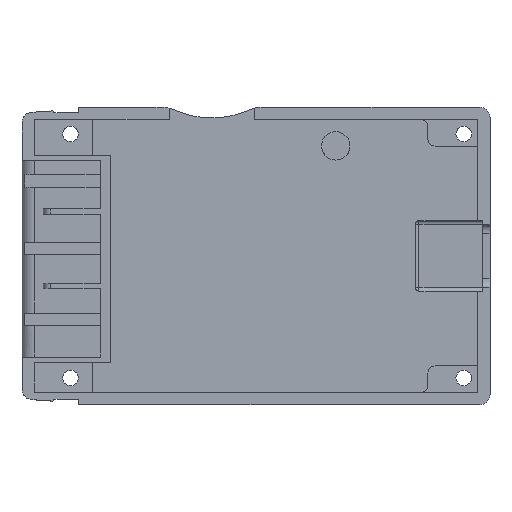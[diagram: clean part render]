
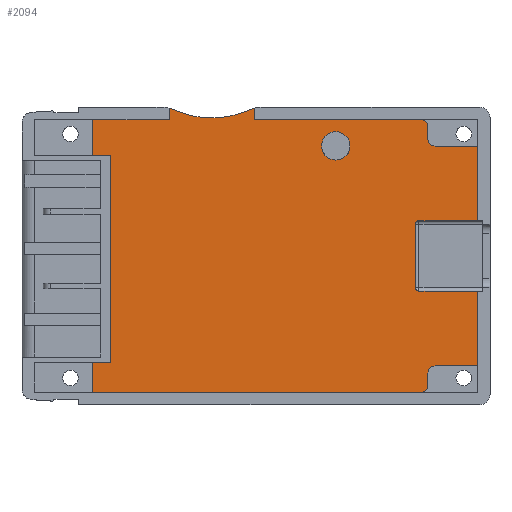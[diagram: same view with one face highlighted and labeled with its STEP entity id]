
A CAD part, top view. The second image highlights one B-rep face of the part: STEP entity #2094.
In plain terms, the highlighted planar face has unit normal (0, 0, 1).
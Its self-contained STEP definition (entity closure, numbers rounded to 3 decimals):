
#127=PLANE('',#2221);
#189=VECTOR('',#2399,1.);
#195=VECTOR('',#2412,1.);
#202=VECTOR('',#2431,1.);
#205=VECTOR('',#2439,1.);
#206=VECTOR('',#2440,1.);
#207=VECTOR('',#2447,1.);
#208=VECTOR('',#2448,1.);
#209=VECTOR('',#2449,1.);
#210=VECTOR('',#2450,1.);
#211=VECTOR('',#2451,1.);
#212=VECTOR('',#2452,1.);
#213=VECTOR('',#2453,1.);
#214=VECTOR('',#2454,1.);
#215=VECTOR('',#2455,1.);
#216=VECTOR('',#2456,1.);
#217=VECTOR('',#2457,1.);
#218=VECTOR('',#2460,1.);
#219=VECTOR('',#2463,1.);
#220=VECTOR('',#2464,1.);
#390=LINE('',#2904,#189);
#396=LINE('',#2920,#195);
#403=LINE('',#2943,#202);
#406=LINE('',#2951,#205);
#407=LINE('',#2953,#206);
#408=LINE('',#2961,#207);
#409=LINE('',#2963,#208);
#410=LINE('',#2965,#209);
#411=LINE('',#2967,#210);
#412=LINE('',#2969,#211);
#413=LINE('',#2971,#212);
#414=LINE('',#2973,#213);
#415=LINE('',#2975,#214);
#416=LINE('',#2976,#215);
#417=LINE('',#2978,#216);
#418=LINE('',#2980,#217);
#419=LINE('',#2984,#218);
#420=LINE('',#2988,#219);
#421=LINE('',#2990,#220);
#591=VERTEX_POINT('',#2899);
#592=VERTEX_POINT('',#2901);
#593=VERTEX_POINT('',#2905);
#595=VERTEX_POINT('',#2911);
#596=VERTEX_POINT('',#2912);
#601=VERTEX_POINT('',#2926);
#602=VERTEX_POINT('',#2928);
#608=VERTEX_POINT('',#2944);
#609=VERTEX_POINT('',#2948);
#610=VERTEX_POINT('',#2952);
#611=VERTEX_POINT('',#2954);
#612=VERTEX_POINT('',#2956);
#613=VERTEX_POINT('',#2958);
#614=VERTEX_POINT('',#2960);
#615=VERTEX_POINT('',#2962);
#616=VERTEX_POINT('',#2964);
#617=VERTEX_POINT('',#2966);
#618=VERTEX_POINT('',#2968);
#619=VERTEX_POINT('',#2970);
#620=VERTEX_POINT('',#2972);
#621=VERTEX_POINT('',#2974);
#622=VERTEX_POINT('',#2977);
#623=VERTEX_POINT('',#2979);
#624=VERTEX_POINT('',#2981);
#625=VERTEX_POINT('',#2983);
#626=VERTEX_POINT('',#2985);
#627=VERTEX_POINT('',#2987);
#628=VERTEX_POINT('',#2989);
#629=VERTEX_POINT('',#2992);
#798=CIRCLE('',#2206,1.);
#799=CIRCLE('',#2209,1.);
#802=CIRCLE('',#2214,1.);
#805=CIRCLE('',#2220,1.);
#806=CIRCLE('',#2222,5.);
#807=CIRCLE('',#2223,12.5);
#808=CIRCLE('',#2224,5.);
#809=CIRCLE('',#2225,0.5);
#810=CIRCLE('',#2226,0.5);
#811=CIRCLE('',#2227,2.);
#878=EDGE_CURVE('',#591,#592,#798,.F.);
#880=EDGE_CURVE('',#593,#592,#390,.T.);
#883=EDGE_CURVE('',#595,#596,#799,.T.);
#888=EDGE_CURVE('',#591,#595,#396,.T.);
#891=EDGE_CURVE('',#601,#602,#802,.F.);
#899=EDGE_CURVE('',#608,#602,#403,.T.);
#901=EDGE_CURVE('',#609,#608,#805,.T.);
#903=EDGE_CURVE('',#610,#596,#406,.T.);
#904=EDGE_CURVE('',#610,#611,#407,.T.);
#905=EDGE_CURVE('',#612,#611,#806,.T.);
#906=EDGE_CURVE('',#612,#613,#807,.T.);
#907=EDGE_CURVE('',#614,#613,#808,.T.);
#908=EDGE_CURVE('',#614,#615,#408,.T.);
#909=EDGE_CURVE('',#616,#615,#409,.T.);
#910=EDGE_CURVE('',#617,#616,#410,.T.);
#911=EDGE_CURVE('',#618,#617,#411,.T.);
#912=EDGE_CURVE('',#619,#618,#412,.T.);
#913=EDGE_CURVE('',#620,#619,#413,.T.);
#914=EDGE_CURVE('',#621,#620,#414,.T.);
#915=EDGE_CURVE('',#609,#621,#415,.T.);
#916=EDGE_CURVE('',#601,#622,#416,.T.);
#917=EDGE_CURVE('',#623,#622,#417,.T.);
#918=EDGE_CURVE('',#623,#624,#418,.T.);
#919=EDGE_CURVE('',#625,#624,#809,.T.);
#920=EDGE_CURVE('',#625,#626,#419,.T.);
#921=EDGE_CURVE('',#627,#626,#810,.T.);
#922=EDGE_CURVE('',#627,#628,#420,.T.);
#923=EDGE_CURVE('',#593,#628,#421,.T.);
#924=EDGE_CURVE('',#629,#629,#811,.T.);
#1221=ORIENTED_EDGE('',*,*,#883,.T.);
#1222=ORIENTED_EDGE('',*,*,#903,.F.);
#1223=ORIENTED_EDGE('',*,*,#904,.T.);
#1224=ORIENTED_EDGE('',*,*,#905,.F.);
#1225=ORIENTED_EDGE('',*,*,#906,.T.);
#1226=ORIENTED_EDGE('',*,*,#907,.F.);
#1227=ORIENTED_EDGE('',*,*,#908,.T.);
#1228=ORIENTED_EDGE('',*,*,#909,.F.);
#1229=ORIENTED_EDGE('',*,*,#910,.F.);
#1230=ORIENTED_EDGE('',*,*,#911,.F.);
#1231=ORIENTED_EDGE('',*,*,#912,.F.);
#1232=ORIENTED_EDGE('',*,*,#913,.F.);
#1233=ORIENTED_EDGE('',*,*,#914,.F.);
#1234=ORIENTED_EDGE('',*,*,#915,.F.);
#1235=ORIENTED_EDGE('',*,*,#901,.T.);
#1236=ORIENTED_EDGE('',*,*,#899,.T.);
#1237=ORIENTED_EDGE('',*,*,#891,.F.);
#1238=ORIENTED_EDGE('',*,*,#916,.T.);
#1239=ORIENTED_EDGE('',*,*,#917,.F.);
#1240=ORIENTED_EDGE('',*,*,#918,.T.);
#1241=ORIENTED_EDGE('',*,*,#919,.F.);
#1242=ORIENTED_EDGE('',*,*,#920,.T.);
#1243=ORIENTED_EDGE('',*,*,#921,.F.);
#1244=ORIENTED_EDGE('',*,*,#922,.T.);
#1245=ORIENTED_EDGE('',*,*,#923,.F.);
#1246=ORIENTED_EDGE('',*,*,#880,.T.);
#1247=ORIENTED_EDGE('',*,*,#878,.F.);
#1248=ORIENTED_EDGE('',*,*,#888,.T.);
#1249=ORIENTED_EDGE('',*,*,#924,.F.);
#1815=EDGE_LOOP('',(#1221,#1222,#1223,#1224,#1225,#1226,#1227,#1228,#1229,
#1230,#1231,#1232,#1233,#1234,#1235,#1236,#1237,#1238,#1239,#1240,#1241,
#1242,#1243,#1244,#1245,#1246,#1247,#1248));
#1816=EDGE_LOOP('',(#1249));
#1955=FACE_BOUND('',#1815,.T.);
#1956=FACE_BOUND('',#1816,.T.);
#2094=ADVANCED_FACE('',(#1955,#1956),#127,.T.);
#2206=AXIS2_PLACEMENT_3D('',#2900,#2395,#2396);
#2209=AXIS2_PLACEMENT_3D('',#2910,#2404,#2405);
#2214=AXIS2_PLACEMENT_3D('',#2927,#2418,#2419);
#2220=AXIS2_PLACEMENT_3D('',#2947,#2435,#2436);
#2221=AXIS2_PLACEMENT_3D('',#2950,#2438,$);
#2222=AXIS2_PLACEMENT_3D('',#2955,#2441,#2442);
#2223=AXIS2_PLACEMENT_3D('',#2957,#2443,#2444);
#2224=AXIS2_PLACEMENT_3D('',#2959,#2445,#2446);
#2225=AXIS2_PLACEMENT_3D('',#2982,#2458,#2459);
#2226=AXIS2_PLACEMENT_3D('',#2986,#2461,#2462);
#2227=AXIS2_PLACEMENT_3D('',#2991,#2465,#2466);
#2395=DIRECTION('',(0.,0.,-1.));
#2396=DIRECTION('',(-0.707,-0.707,0.));
#2399=DIRECTION('',(-1.,0.,0.));
#2404=DIRECTION('',(0.,0.,1.));
#2405=DIRECTION('',(0.707,0.707,0.));
#2412=DIRECTION('',(0.,1.,0.));
#2418=DIRECTION('',(0.,0.,-1.));
#2419=DIRECTION('',(-0.707,0.707,0.));
#2431=DIRECTION('',(0.,1.,0.));
#2435=DIRECTION('',(0.,0.,1.));
#2436=DIRECTION('',(0.707,-0.707,0.));
#2438=DIRECTION('',(0.,0.,1.));
#2439=DIRECTION('',(1.,0.,0.));
#2440=DIRECTION('',(0.,1.,0.));
#2441=DIRECTION('',(0.,0.,-1.));
#2442=DIRECTION('',(-1.047,4.889,0.));
#2443=DIRECTION('',(0.,0.,-1.));
#2444=DIRECTION('',(12.5,0.,0.));
#2445=DIRECTION('',(0.,0.,-1.));
#2446=DIRECTION('',(1.047,4.889,0.));
#2447=DIRECTION('',(0.,-1.,0.));
#2448=DIRECTION('',(1.,0.,0.));
#2449=DIRECTION('',(0.,1.,0.));
#2450=DIRECTION('',(-1.,0.,0.));
#2451=DIRECTION('',(0.,1.,0.));
#2452=DIRECTION('',(1.,0.,0.));
#2453=DIRECTION('',(0.,1.,0.));
#2454=DIRECTION('',(-1.,0.,0.));
#2455=DIRECTION('',(1.,0.,0.));
#2456=DIRECTION('',(0.,-1.,0.));
#2457=DIRECTION('',(-1.,0.,0.));
#2458=DIRECTION('',(0.,0.,1.));
#2459=DIRECTION('',(-0.354,-0.354,0.));
#2460=DIRECTION('',(0.,1.,0.));
#2461=DIRECTION('',(0.,0.,1.));
#2462=DIRECTION('',(-0.354,0.354,0.));
#2463=DIRECTION('',(1.,0.,0.));
#2464=DIRECTION('',(0.,-1.,0.));
#2465=DIRECTION('',(0.,0.,1.));
#2466=DIRECTION('',(2.,0.,0.));
#2899=CARTESIAN_POINT('',(57.25,-4.474,2.));
#2900=CARTESIAN_POINT('',(58.25,-4.474,2.));
#2901=CARTESIAN_POINT('',(58.25,-5.474,2.));
#2904=CARTESIAN_POINT('',(43.76,-5.474,2.));
#2905=CARTESIAN_POINT('',(64.25,-5.474,2.));
#2910=CARTESIAN_POINT('',(56.25,-2.75,2.));
#2911=CARTESIAN_POINT('',(57.25,-2.75,2.));
#2912=CARTESIAN_POINT('',(56.25,-1.75,2.));
#2920=CARTESIAN_POINT('',(57.25,-2.252,2.));
#2926=CARTESIAN_POINT('',(58.25,-36.476,2.));
#2927=CARTESIAN_POINT('',(58.25,-37.476,2.));
#2928=CARTESIAN_POINT('',(57.25,-37.476,2.));
#2943=CARTESIAN_POINT('',(57.25,-19.615,2.));
#2944=CARTESIAN_POINT('',(57.25,-39.2,2.));
#2947=CARTESIAN_POINT('',(56.25,-39.2,2.));
#2948=CARTESIAN_POINT('',(56.25,-40.2,2.));
#2950=CARTESIAN_POINT('',(26.77,-0.892,2.));
#2951=CARTESIAN_POINT('',(35.001,-1.75,2.));
#2952=CARTESIAN_POINT('',(32.77,-1.75,2.));
#2953=CARTESIAN_POINT('',(32.77,-2.632,2.));
#2954=CARTESIAN_POINT('',(32.77,-0.138,2.));
#2955=CARTESIAN_POINT('',(33.935,-5.,2.));
#2956=CARTESIAN_POINT('',(31.888,-0.438,2.));
#2957=CARTESIAN_POINT('',(26.77,10.966,2.));
#2958=CARTESIAN_POINT('',(21.652,-0.438,2.));
#2959=CARTESIAN_POINT('',(19.605,-5.,2.));
#2960=CARTESIAN_POINT('',(20.77,-0.138,2.));
#2961=CARTESIAN_POINT('',(20.77,0.848,2.));
#2962=CARTESIAN_POINT('',(20.77,-1.75,2.));
#2963=CARTESIAN_POINT('',(35.001,-1.75,2.));
#2964=CARTESIAN_POINT('',(9.88,-1.75,2.));
#2965=CARTESIAN_POINT('',(9.88,-12.619,2.));
#2966=CARTESIAN_POINT('',(9.88,-6.755,2.));
#2967=CARTESIAN_POINT('',(21.633,-6.755,2.));
#2968=CARTESIAN_POINT('',(12.53,-6.755,2.));
#2969=CARTESIAN_POINT('',(12.53,-28.293,2.));
#2970=CARTESIAN_POINT('',(12.53,-35.975,2.));
#2971=CARTESIAN_POINT('',(21.633,-35.975,2.));
#2972=CARTESIAN_POINT('',(9.88,-35.975,2.));
#2973=CARTESIAN_POINT('',(9.88,-29.537,2.));
#2974=CARTESIAN_POINT('',(9.88,-40.2,2.));
#2975=CARTESIAN_POINT('',(35.001,-40.2,2.));
#2976=CARTESIAN_POINT('',(43.76,-36.476,2.));
#2977=CARTESIAN_POINT('',(64.25,-36.476,2.));
#2978=CARTESIAN_POINT('',(64.25,-20.98,2.));
#2979=CARTESIAN_POINT('',(64.25,-25.935,2.));
#2980=CARTESIAN_POINT('',(43.499,-25.935,2.));
#2981=CARTESIAN_POINT('',(55.979,-25.935,2.));
#2982=CARTESIAN_POINT('',(55.979,-25.435,2.));
#2983=CARTESIAN_POINT('',(55.479,-25.435,2.));
#2984=CARTESIAN_POINT('',(55.479,-10.928,2.));
#2985=CARTESIAN_POINT('',(55.479,-16.495,2.));
#2986=CARTESIAN_POINT('',(55.979,-16.495,2.));
#2987=CARTESIAN_POINT('',(55.979,-15.995,2.));
#2988=CARTESIAN_POINT('',(43.499,-15.995,2.));
#2989=CARTESIAN_POINT('',(64.25,-15.995,2.));
#2990=CARTESIAN_POINT('',(64.25,-20.98,2.));
#2991=CARTESIAN_POINT('',(44.25,-5.45,2.));
#2992=CARTESIAN_POINT('',(46.25,-5.45,2.));
